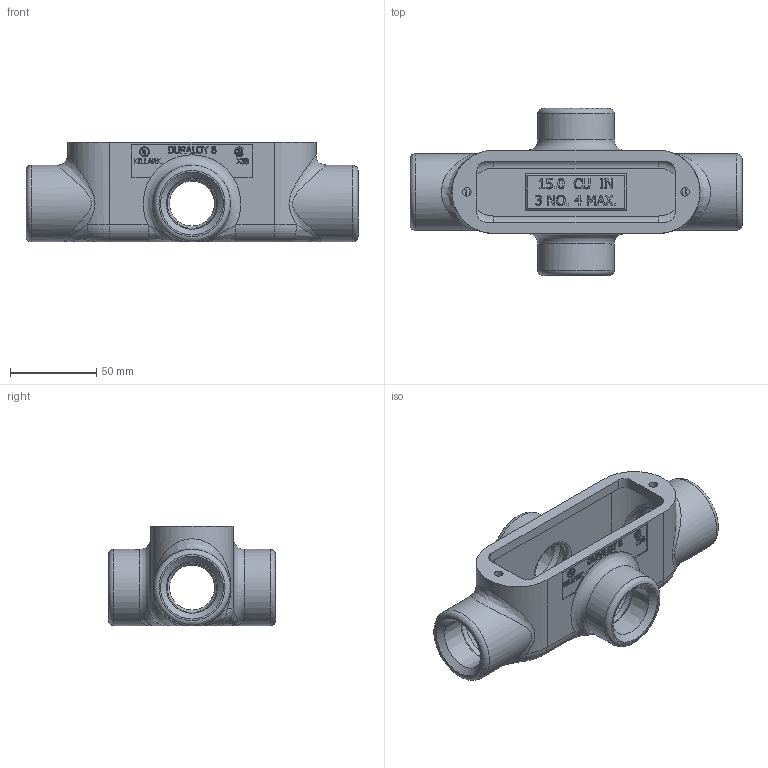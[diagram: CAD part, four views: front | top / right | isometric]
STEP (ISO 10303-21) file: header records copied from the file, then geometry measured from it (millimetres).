
FILE_DESCRIPTION(/* description */ ('FORM 8 X38 AS MACHINED'),/* implementation_level */ '2;1');
FILE_NAME(/* name */ 'KIL_X38.stp',/* time_stamp */ '2019-11-01T15:29:36+06:00',/* author */ ('kr'),/* organization */ (''),/* preprocessor_version */ 'ST-DEVELOPER v16.13',/* originating_system */ 'Autodesk Inventor 2018',/* authorisation */ '');
FILE_SCHEMA (('AUTOMOTIVE_DESIGN { 1 0 10303 214 3 1 1 }'));
Length unit declared in the file: inch
Products named in the file (1): 21756
Bounding box: 192.79 x 97 x 57.91 mm (x, y, z)
Volume: 195660.3 mm3; surface area: 70029.5 mm2
Topology: 1 solids, 1 shells, 681 faces, 1825 edges, 1181 vertices
Faces by surface type: plane 380, bspline 226, cylinder 41, torus 22, cone 12
Full cylindrical faces by diameter (mm): 4.761 x1, 4.978 x2, 5.842 x1, 33.553 x4, 44.45 x4
Entity records: 25200 total; most frequent: CARTESIAN_POINT 9156, ORIENTED_EDGE 3526, DIRECTION 2397, EDGE_CURVE 1763, VERTEX_POINT 1169, LINE 1157, VECTOR 1157, EDGE_LOOP 778
